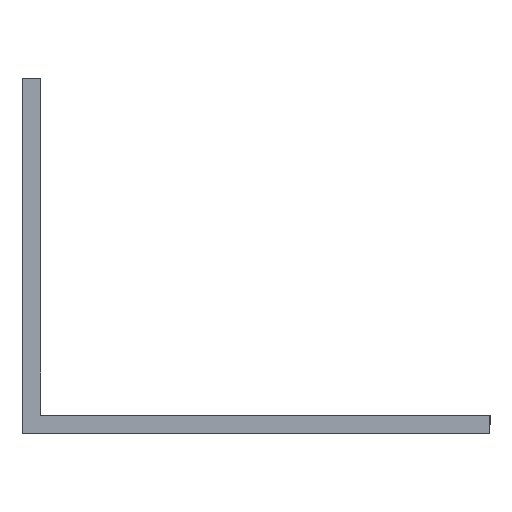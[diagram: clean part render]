
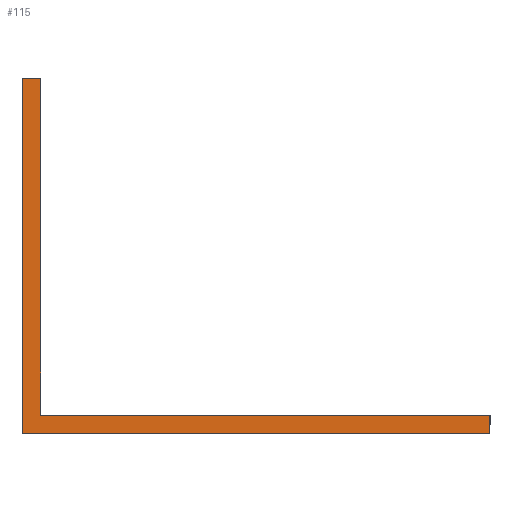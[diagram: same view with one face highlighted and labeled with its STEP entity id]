
A CAD part, left-side view. The second image highlights one B-rep face of the part: STEP entity #115.
In plain terms, the highlighted planar face has unit normal (-1, 0, 0).
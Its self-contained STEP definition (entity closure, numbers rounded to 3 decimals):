
#1 = CARTESIAN_POINT ( 'NONE',  ( 0., -50., -36. ) ) ;
#4 = CARTESIAN_POINT ( 'NONE',  ( 0., 0., -38. ) ) ;
#6 = CARTESIAN_POINT ( 'NONE',  ( 0., 0., 0. ) ) ;
#10 = EDGE_CURVE ( 'NONE', #330, #218, #117, .T. ) ;
#15 = DIRECTION ( 'NONE',  ( 0., 0., -1. ) ) ;
#16 = ORIENTED_EDGE ( 'NONE', *, *, #10, .F. ) ;
#20 = CARTESIAN_POINT ( 'NONE',  ( 0., -50., -38. ) ) ;
#28 = VECTOR ( 'NONE', #200, 1000. ) ;
#38 = ORIENTED_EDGE ( 'NONE', *, *, #319, .T. ) ;
#39 = DIRECTION ( 'NONE',  ( 0., 1., 0. ) ) ;
#43 = VECTOR ( 'NONE', #15, 1000. ) ;
#61 = VERTEX_POINT ( 'NONE', #1 ) ;
#63 = EDGE_CURVE ( 'NONE', #330, #299, #233, .T. ) ;
#94 = DIRECTION ( 'NONE',  ( 0., 1., 0. ) ) ;
#109 = DIRECTION ( 'NONE',  ( -1., 0., 0. ) ) ;
#115 = ADVANCED_FACE ( 'NONE', ( #318 ), #173, .T. ) ;
#117 = LINE ( 'NONE', #260, #43 ) ;
#124 = CARTESIAN_POINT ( 'NONE',  ( 0., -2., -38. ) ) ;
#136 = EDGE_CURVE ( 'NONE', #218, #61, #383, .T. ) ;
#141 = ORIENTED_EDGE ( 'NONE', *, *, #264, .T. ) ;
#156 = CARTESIAN_POINT ( 'NONE',  ( 0., 0., 0. ) ) ;
#157 = VECTOR ( 'NONE', #374, 1000. ) ;
#161 = CARTESIAN_POINT ( 'NONE',  ( 0., 0., -36. ) ) ;
#173 = PLANE ( 'NONE',  #283 ) ;
#179 = LINE ( 'NONE', #20, #28 ) ;
#186 = DIRECTION ( 'NONE',  ( 0., 0., -1. ) ) ;
#198 = VECTOR ( 'NONE', #186, 1000. ) ;
#200 = DIRECTION ( 'NONE',  ( 0., 0., 1. ) ) ;
#218 = VERTEX_POINT ( 'NONE', #221 ) ;
#221 = CARTESIAN_POINT ( 'NONE',  ( 0., -2., -36. ) ) ;
#223 = EDGE_CURVE ( 'NONE', #351, #230, #410, .T. ) ;
#229 = VECTOR ( 'NONE', #39, 1000. ) ;
#230 = VERTEX_POINT ( 'NONE', #4 ) ;
#232 = ORIENTED_EDGE ( 'NONE', *, *, #63, .T. ) ;
#233 = LINE ( 'NONE', #395, #229 ) ;
#239 = ORIENTED_EDGE ( 'NONE', *, *, #136, .F. ) ;
#243 = ORIENTED_EDGE ( 'NONE', *, *, #223, .F. ) ;
#260 = CARTESIAN_POINT ( 'NONE',  ( 0., -2., 0. ) ) ;
#264 = EDGE_CURVE ( 'NONE', #299, #230, #287, .T. ) ;
#266 = CARTESIAN_POINT ( 'NONE',  ( 0., -2., 0. ) ) ;
#274 = CARTESIAN_POINT ( 'NONE',  ( 0., -3., -36. ) ) ;
#283 = AXIS2_PLACEMENT_3D ( 'NONE', #274, #109, #336 ) ;
#287 = LINE ( 'NONE', #6, #198 ) ;
#299 = VERTEX_POINT ( 'NONE', #156 ) ;
#302 = CARTESIAN_POINT ( 'NONE',  ( 0., -50., -38. ) ) ;
#304 = EDGE_LOOP ( 'NONE', ( #239, #16, #232, #141, #243, #38 ) ) ;
#318 = FACE_OUTER_BOUND ( 'NONE', #304, .T. ) ;
#319 = EDGE_CURVE ( 'NONE', #351, #61, #179, .T. ) ;
#330 = VERTEX_POINT ( 'NONE', #266 ) ;
#336 = DIRECTION ( 'NONE',  ( 0., 0., 1. ) ) ;
#351 = VERTEX_POINT ( 'NONE', #302 ) ;
#357 = VECTOR ( 'NONE', #94, 1000. ) ;
#374 = DIRECTION ( 'NONE',  ( 0., -1., 0. ) ) ;
#383 = LINE ( 'NONE', #161, #157 ) ;
#395 = CARTESIAN_POINT ( 'NONE',  ( 0., -2., 0. ) ) ;
#410 = LINE ( 'NONE', #124, #357 ) ;
